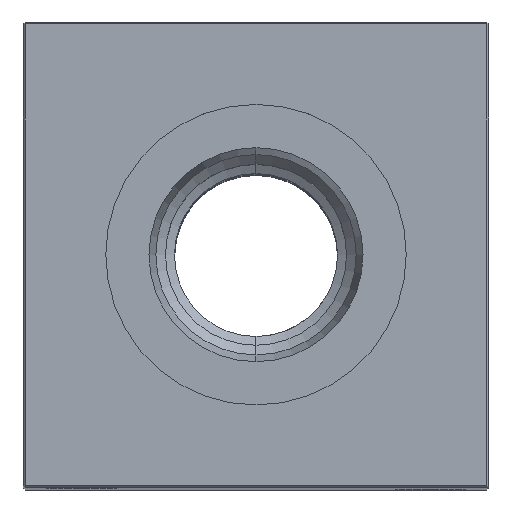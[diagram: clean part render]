
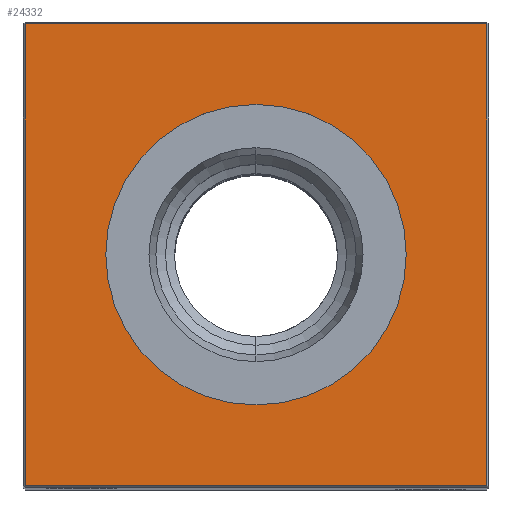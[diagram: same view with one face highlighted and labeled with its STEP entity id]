
A CAD part, top view. The second image highlights one B-rep face of the part: STEP entity #24332.
In plain terms, the highlighted planar face has unit normal (0, 0, 1).
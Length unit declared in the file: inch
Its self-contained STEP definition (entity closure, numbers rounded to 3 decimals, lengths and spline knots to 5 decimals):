
#393 = ORIENTED_EDGE ( 'NONE', *, *, #25476, .T. ) ;
#609 = CARTESIAN_POINT ( 'NONE',  ( -1.24, -1.24, 8. ) ) ;
#1360 = FACE_OUTER_BOUND ( 'NONE', #25453, .T. ) ;
#1491 = VECTOR ( 'NONE', #24967, 39.37008 ) ;
#1848 = ORIENTED_EDGE ( 'NONE', *, *, #11655, .T. ) ;
#1911 = LINE ( 'NONE', #23288, #17402 ) ;
#1946 = ORIENTED_EDGE ( 'NONE', *, *, #18263, .T. ) ;
#3509 = ORIENTED_EDGE ( 'NONE', *, *, #17695, .T. ) ;
#4378 = ORIENTED_EDGE ( 'NONE', *, *, #7494, .T. ) ;
#5172 = VECTOR ( 'NONE', #22220, 39.37008 ) ;
#6040 = DIRECTION ( 'NONE',  ( 0., 1., 0. ) ) ;
#6285 = CARTESIAN_POINT ( 'NONE',  ( 0., 1.24, 8. ) ) ;
#6632 = CARTESIAN_POINT ( 'NONE',  ( -1.24, 1.24, 8. ) ) ;
#7494 = EDGE_CURVE ( 'NONE', #26049, #8292, #26902, .T. ) ;
#8022 = DIRECTION ( 'NONE',  ( -1., 0., 0. ) ) ;
#8292 = VERTEX_POINT ( 'NONE', #18354 ) ;
#8911 = CARTESIAN_POINT ( 'NONE',  ( 1.24, 1.24, 8. ) ) ;
#11168 = EDGE_LOOP ( 'NONE', ( #3509, #4378 ) ) ;
#11655 = EDGE_CURVE ( 'NONE', #14495, #21787, #13594, .T. ) ;
#12245 = LINE ( 'NONE', #27099, #1491 ) ;
#12681 = CARTESIAN_POINT ( 'NONE',  ( 0., 0., 8. ) ) ;
#13594 = LINE ( 'NONE', #18251, #5172 ) ;
#13760 = AXIS2_PLACEMENT_3D ( 'NONE', #25230, #27077, #27204 ) ;
#14096 = CARTESIAN_POINT ( 'NONE',  ( 0., 0., 8. ) ) ;
#14492 = ORIENTED_EDGE ( 'NONE', *, *, #26622, .T. ) ;
#14495 = VERTEX_POINT ( 'NONE', #609 ) ;
#15437 = CARTESIAN_POINT ( 'NONE',  ( 0., -0.80709, 8. ) ) ;
#15899 = AXIS2_PLACEMENT_3D ( 'NONE', #14096, #16360, #22866 ) ;
#16028 = CIRCLE ( 'NONE', #13760, 0.80709 ) ;
#16360 = DIRECTION ( 'NONE',  ( 0., 0., -1. ) ) ;
#17402 = VECTOR ( 'NONE', #6040, 39.37008 ) ;
#17695 = EDGE_CURVE ( 'NONE', #8292, #26049, #16028, .T. ) ;
#18065 = FACE_BOUND ( 'NONE', #11168, .T. ) ;
#18251 = CARTESIAN_POINT ( 'NONE',  ( 0., -1.24, 8. ) ) ;
#18263 = EDGE_CURVE ( 'NONE', #21787, #18955, #1911, .T. ) ;
#18354 = CARTESIAN_POINT ( 'NONE',  ( 0., 0.80709, 8. ) ) ;
#18955 = VERTEX_POINT ( 'NONE', #8911 ) ;
#19645 = AXIS2_PLACEMENT_3D ( 'NONE', #12681, #20749, #25000 ) ;
#20749 = DIRECTION ( 'NONE',  ( 0., 0., -1. ) ) ;
#20903 = VERTEX_POINT ( 'NONE', #6632 ) ;
#21082 = CARTESIAN_POINT ( 'NONE',  ( 1.24, -1.24, 8. ) ) ;
#21787 = VERTEX_POINT ( 'NONE', #21082 ) ;
#22220 = DIRECTION ( 'NONE',  ( 1., 0., 0. ) ) ;
#22866 = DIRECTION ( 'NONE',  ( -1., 0., 0. ) ) ;
#23288 = CARTESIAN_POINT ( 'NONE',  ( 1.24, 0., 8. ) ) ;
#24332 = ADVANCED_FACE ( 'NONE', ( #1360, #18065 ), #26700, .F. ) ;
#24967 = DIRECTION ( 'NONE',  ( 0., -1., 0. ) ) ;
#25000 = DIRECTION ( 'NONE',  ( -1., 0., 0. ) ) ;
#25230 = CARTESIAN_POINT ( 'NONE',  ( 0., 0., 8. ) ) ;
#25453 = EDGE_LOOP ( 'NONE', ( #393, #1848, #1946, #14492 ) ) ;
#25476 = EDGE_CURVE ( 'NONE', #20903, #14495, #12245, .T. ) ;
#26049 = VERTEX_POINT ( 'NONE', #15437 ) ;
#26622 = EDGE_CURVE ( 'NONE', #18955, #20903, #27365, .T. ) ;
#26700 = PLANE ( 'NONE',  #15899 ) ;
#26902 = CIRCLE ( 'NONE', #19645, 0.80709 ) ;
#27064 = VECTOR ( 'NONE', #8022, 39.37008 ) ;
#27077 = DIRECTION ( 'NONE',  ( 0., 0., -1. ) ) ;
#27099 = CARTESIAN_POINT ( 'NONE',  ( -1.24, 0., 8. ) ) ;
#27204 = DIRECTION ( 'NONE',  ( -1., 0., 0. ) ) ;
#27365 = LINE ( 'NONE', #6285, #27064 ) ;
